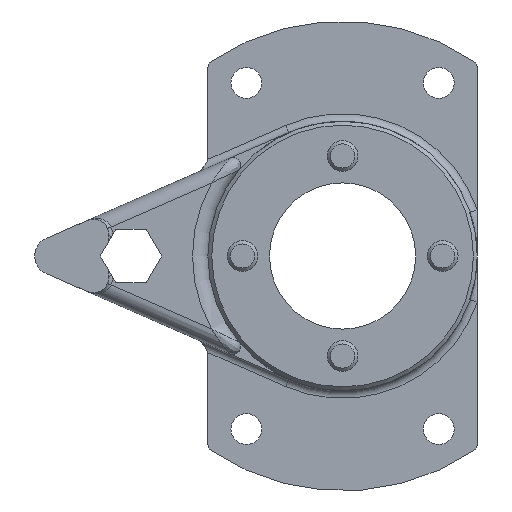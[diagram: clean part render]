
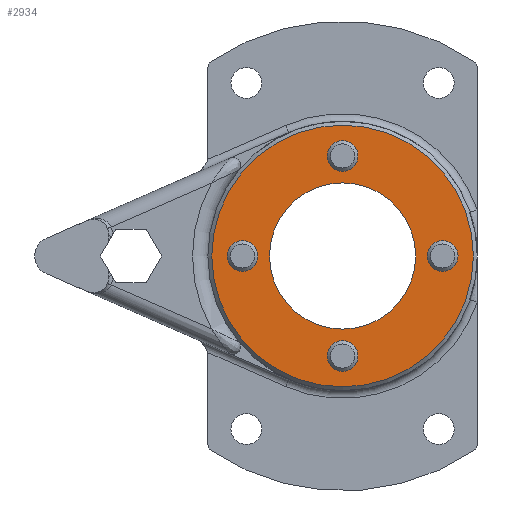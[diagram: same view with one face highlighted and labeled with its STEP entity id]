
A CAD part, front view. The second image highlights one B-rep face of the part: STEP entity #2934.
In plain terms, the highlighted planar face has unit normal (0, -1, 0).
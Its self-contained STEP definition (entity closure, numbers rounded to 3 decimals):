
#118=FACE_BOUND('',#524,.T.);
#119=FACE_BOUND('',#525,.T.);
#120=FACE_BOUND('',#526,.T.);
#121=FACE_BOUND('',#527,.T.);
#122=FACE_BOUND('',#528,.T.);
#147=PLANE('',#3185);
#351=FACE_OUTER_BOUND('',#523,.T.);
#523=EDGE_LOOP('',(#2042));
#524=EDGE_LOOP('',(#2043));
#525=EDGE_LOOP('',(#2044));
#526=EDGE_LOOP('',(#2045));
#527=EDGE_LOOP('',(#2046));
#528=EDGE_LOOP('',(#2047));
#1209=CIRCLE('',#3178,17.);
#1215=CIRCLE('',#3186,9.5);
#1216=CIRCLE('',#3187,2.);
#1217=CIRCLE('',#3188,2.);
#1218=CIRCLE('',#3189,2.);
#1219=CIRCLE('',#3190,2.);
#1294=VERTEX_POINT('',#4103);
#1302=VERTEX_POINT('',#4137);
#1303=VERTEX_POINT('',#4139);
#1304=VERTEX_POINT('',#4141);
#1305=VERTEX_POINT('',#4143);
#1306=VERTEX_POINT('',#4145);
#1583=EDGE_CURVE('',#1294,#1294,#1209,.T.);
#1592=EDGE_CURVE('',#1302,#1302,#1215,.T.);
#1593=EDGE_CURVE('',#1303,#1303,#1216,.T.);
#1594=EDGE_CURVE('',#1304,#1304,#1217,.T.);
#1595=EDGE_CURVE('',#1305,#1305,#1218,.T.);
#1596=EDGE_CURVE('',#1306,#1306,#1219,.T.);
#2042=ORIENTED_EDGE('',*,*,#1583,.F.);
#2043=ORIENTED_EDGE('',*,*,#1592,.T.);
#2044=ORIENTED_EDGE('',*,*,#1593,.T.);
#2045=ORIENTED_EDGE('',*,*,#1594,.T.);
#2046=ORIENTED_EDGE('',*,*,#1595,.T.);
#2047=ORIENTED_EDGE('',*,*,#1596,.T.);
#2934=ADVANCED_FACE('',(#351,#118,#119,#120,#121,#122),#147,.T.);
#3178=AXIS2_PLACEMENT_3D('',#4105,#3410,#3411);
#3185=AXIS2_PLACEMENT_3D('',#4136,#3425,#3426);
#3186=AXIS2_PLACEMENT_3D('',#4138,#3427,#3428);
#3187=AXIS2_PLACEMENT_3D('',#4140,#3429,#3430);
#3188=AXIS2_PLACEMENT_3D('',#4142,#3431,#3432);
#3189=AXIS2_PLACEMENT_3D('',#4144,#3433,#3434);
#3190=AXIS2_PLACEMENT_3D('',#4146,#3435,#3436);
#3410=DIRECTION('center_axis',(0.,1.,0.));
#3411=DIRECTION('ref_axis',(-1.,0.,0.));
#3425=DIRECTION('center_axis',(0.,-1.,0.));
#3426=DIRECTION('ref_axis',(0.,0.,-1.));
#3427=DIRECTION('center_axis',(0.,1.,0.));
#3428=DIRECTION('ref_axis',(-1.,0.,0.));
#3429=DIRECTION('center_axis',(0.,1.,0.));
#3430=DIRECTION('ref_axis',(-1.,0.,0.));
#3431=DIRECTION('center_axis',(0.,1.,0.));
#3432=DIRECTION('ref_axis',(-1.,0.,0.));
#3433=DIRECTION('center_axis',(0.,1.,0.));
#3434=DIRECTION('ref_axis',(-1.,0.,0.));
#3435=DIRECTION('center_axis',(0.,1.,0.));
#3436=DIRECTION('ref_axis',(-1.,0.,0.));
#4103=CARTESIAN_POINT('',(17.,-9.5,0.));
#4105=CARTESIAN_POINT('Origin',(0.,-9.5,0.));
#4136=CARTESIAN_POINT('Origin',(0.,-9.5,0.));
#4137=CARTESIAN_POINT('',(-9.5,-9.5,0.));
#4138=CARTESIAN_POINT('Origin',(0.,-9.5,0.));
#4139=CARTESIAN_POINT('',(-2.,-9.5,-13.));
#4140=CARTESIAN_POINT('Origin',(0.,-9.5,-13.));
#4141=CARTESIAN_POINT('',(11.,-9.5,0.));
#4142=CARTESIAN_POINT('Origin',(13.,-9.5,0.));
#4143=CARTESIAN_POINT('',(-2.,-9.5,13.));
#4144=CARTESIAN_POINT('Origin',(0.,-9.5,13.));
#4145=CARTESIAN_POINT('',(-15.,-9.5,0.));
#4146=CARTESIAN_POINT('Origin',(-13.,-9.5,0.));
